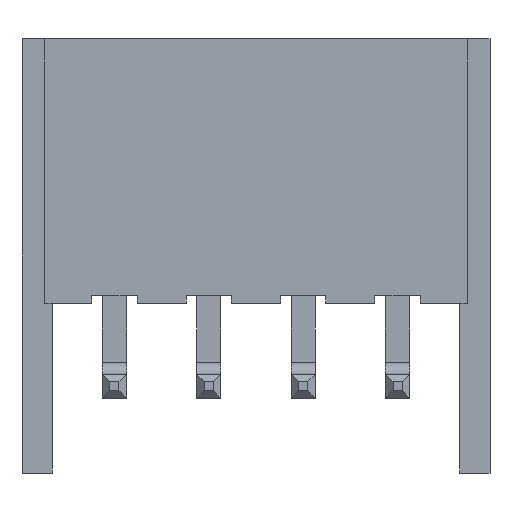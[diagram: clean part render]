
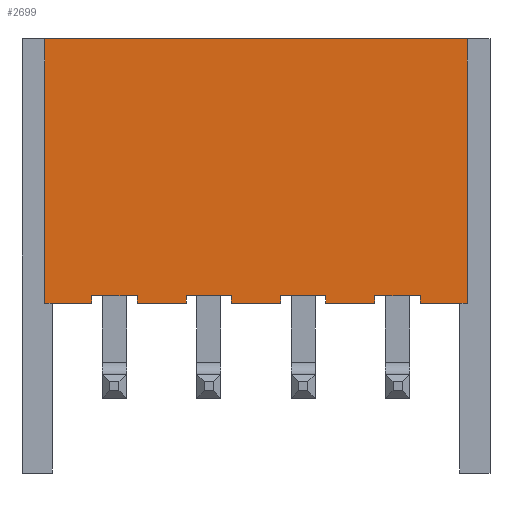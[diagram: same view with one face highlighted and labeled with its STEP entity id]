
A CAD part, front view. The second image highlights one B-rep face of the part: STEP entity #2699.
In plain terms, the highlighted planar face has unit normal (0, -1, 0).
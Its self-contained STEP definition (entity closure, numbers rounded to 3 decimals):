
#135=FACE_OUTER_BOUND('',#289,.T.);
#289=EDGE_LOOP('',(#2056,#2057,#2058,#2059,#2060,#2061,#2062,#2063,#2064,
#2065,#2066,#2067,#2068,#2069,#2070,#2071,#2072,#2073,#2074,#2075,#2076,
#2077));
#437=LINE('',#3816,#795);
#464=LINE('',#3875,#822);
#476=LINE('',#3899,#834);
#497=LINE('',#3948,#855);
#500=LINE('',#3953,#858);
#506=LINE('',#3964,#864);
#507=LINE('',#3967,#865);
#517=LINE('',#3988,#875);
#520=LINE('',#3993,#878);
#526=LINE('',#4004,#884);
#527=LINE('',#4007,#885);
#537=LINE('',#4028,#895);
#540=LINE('',#4033,#898);
#546=LINE('',#4044,#904);
#547=LINE('',#4047,#905);
#557=LINE('',#4067,#915);
#559=LINE('',#4071,#917);
#565=LINE('',#4083,#923);
#567=LINE('',#4087,#925);
#568=LINE('',#4089,#926);
#569=LINE('',#4090,#927);
#570=LINE('',#4091,#928);
#795=VECTOR('',#3065,10.);
#822=VECTOR('',#3118,10.);
#834=VECTOR('',#3138,10.);
#855=VECTOR('',#3185,10.);
#858=VECTOR('',#3190,10.);
#864=VECTOR('',#3198,10.);
#865=VECTOR('',#3201,10.);
#875=VECTOR('',#3221,10.);
#878=VECTOR('',#3226,10.);
#884=VECTOR('',#3234,10.);
#885=VECTOR('',#3237,10.);
#895=VECTOR('',#3257,10.);
#898=VECTOR('',#3262,10.);
#904=VECTOR('',#3270,10.);
#905=VECTOR('',#3273,10.);
#915=VECTOR('',#3293,10.);
#917=VECTOR('',#3297,10.);
#923=VECTOR('',#3305,10.);
#925=VECTOR('',#3309,10.);
#926=VECTOR('',#3310,10.);
#927=VECTOR('',#3311,10.);
#928=VECTOR('',#3312,10.);
#1147=VERTEX_POINT('',#3809);
#1150=VERTEX_POINT('',#3814);
#1168=VERTEX_POINT('',#3872);
#1169=VERTEX_POINT('',#3874);
#1177=VERTEX_POINT('',#3898);
#1191=VERTEX_POINT('',#3946);
#1192=VERTEX_POINT('',#3947);
#1193=VERTEX_POINT('',#3952);
#1198=VERTEX_POINT('',#3966);
#1203=VERTEX_POINT('',#3986);
#1204=VERTEX_POINT('',#3987);
#1205=VERTEX_POINT('',#3992);
#1210=VERTEX_POINT('',#4006);
#1215=VERTEX_POINT('',#4026);
#1216=VERTEX_POINT('',#4027);
#1217=VERTEX_POINT('',#4032);
#1222=VERTEX_POINT('',#4046);
#1227=VERTEX_POINT('',#4066);
#1228=VERTEX_POINT('',#4070);
#1233=VERTEX_POINT('',#4082);
#1234=VERTEX_POINT('',#4086);
#1235=VERTEX_POINT('',#4088);
#1405=EDGE_CURVE('',#1150,#1147,#437,.T.);
#1434=EDGE_CURVE('',#1168,#1169,#464,.T.);
#1446=EDGE_CURVE('',#1169,#1177,#476,.T.);
#1471=EDGE_CURVE('',#1191,#1192,#497,.T.);
#1474=EDGE_CURVE('',#1192,#1193,#500,.T.);
#1480=EDGE_CURVE('',#1193,#1177,#506,.T.);
#1481=EDGE_CURVE('',#1191,#1198,#507,.T.);
#1491=EDGE_CURVE('',#1203,#1204,#517,.T.);
#1494=EDGE_CURVE('',#1204,#1205,#520,.T.);
#1500=EDGE_CURVE('',#1205,#1198,#526,.T.);
#1501=EDGE_CURVE('',#1203,#1210,#527,.T.);
#1511=EDGE_CURVE('',#1215,#1216,#537,.T.);
#1514=EDGE_CURVE('',#1216,#1217,#540,.T.);
#1520=EDGE_CURVE('',#1217,#1210,#546,.T.);
#1521=EDGE_CURVE('',#1215,#1222,#547,.T.);
#1531=EDGE_CURVE('',#1227,#1222,#557,.T.);
#1533=EDGE_CURVE('',#1228,#1227,#559,.T.);
#1539=EDGE_CURVE('',#1233,#1228,#565,.T.);
#1541=EDGE_CURVE('',#1234,#1168,#567,.T.);
#1542=EDGE_CURVE('',#1235,#1234,#568,.T.);
#1543=EDGE_CURVE('',#1235,#1147,#569,.T.);
#1544=EDGE_CURVE('',#1233,#1150,#570,.T.);
#2056=ORIENTED_EDGE('',*,*,#1480,.T.);
#2057=ORIENTED_EDGE('',*,*,#1446,.F.);
#2058=ORIENTED_EDGE('',*,*,#1434,.F.);
#2059=ORIENTED_EDGE('',*,*,#1541,.F.);
#2060=ORIENTED_EDGE('',*,*,#1542,.F.);
#2061=ORIENTED_EDGE('',*,*,#1543,.T.);
#2062=ORIENTED_EDGE('',*,*,#1405,.F.);
#2063=ORIENTED_EDGE('',*,*,#1544,.F.);
#2064=ORIENTED_EDGE('',*,*,#1539,.T.);
#2065=ORIENTED_EDGE('',*,*,#1533,.T.);
#2066=ORIENTED_EDGE('',*,*,#1531,.T.);
#2067=ORIENTED_EDGE('',*,*,#1521,.F.);
#2068=ORIENTED_EDGE('',*,*,#1511,.T.);
#2069=ORIENTED_EDGE('',*,*,#1514,.T.);
#2070=ORIENTED_EDGE('',*,*,#1520,.T.);
#2071=ORIENTED_EDGE('',*,*,#1501,.F.);
#2072=ORIENTED_EDGE('',*,*,#1491,.T.);
#2073=ORIENTED_EDGE('',*,*,#1494,.T.);
#2074=ORIENTED_EDGE('',*,*,#1500,.T.);
#2075=ORIENTED_EDGE('',*,*,#1481,.F.);
#2076=ORIENTED_EDGE('',*,*,#1471,.T.);
#2077=ORIENTED_EDGE('',*,*,#1474,.T.);
#2557=PLANE('',#2867);
#2699=ADVANCED_FACE('',(#135),#2557,.F.);
#2867=AXIS2_PLACEMENT_3D('',#4085,#3307,#3308);
#3065=DIRECTION('',(-1.,0.,0.));
#3118=DIRECTION('',(-1.,0.,0.));
#3138=DIRECTION('',(-1.,0.,0.));
#3185=DIRECTION('',(0.,0.,1.));
#3190=DIRECTION('',(1.,0.,0.));
#3198=DIRECTION('',(0.,0.,-1.));
#3201=DIRECTION('',(-1.,0.,0.));
#3221=DIRECTION('',(0.,0.,1.));
#3226=DIRECTION('',(1.,0.,0.));
#3234=DIRECTION('',(0.,0.,-1.));
#3237=DIRECTION('',(-1.,0.,0.));
#3257=DIRECTION('',(0.,0.,1.));
#3262=DIRECTION('',(1.,0.,0.));
#3270=DIRECTION('',(0.,0.,-1.));
#3273=DIRECTION('',(-1.,0.,0.));
#3293=DIRECTION('',(0.,0.,-1.));
#3297=DIRECTION('',(1.,0.,0.));
#3305=DIRECTION('',(0.,0.,1.));
#3307=DIRECTION('center_axis',(0.,1.,0.));
#3308=DIRECTION('ref_axis',(1.,0.,0.));
#3309=DIRECTION('',(0.,0.,-1.));
#3310=DIRECTION('',(1.,0.,0.));
#3311=DIRECTION('',(0.,0.,-1.));
#3312=DIRECTION('',(-1.,0.,0.));
#3809=CARTESIAN_POINT('',(-5.6,0.2,-7.));
#3814=CARTESIAN_POINT('',(-5.4,0.2,-7.));
#3816=CARTESIAN_POINT('',(-2.8,0.2,-7.));
#3872=CARTESIAN_POINT('',(5.6,0.2,-7.));
#3874=CARTESIAN_POINT('',(5.4,0.2,-7.));
#3875=CARTESIAN_POINT('',(-2.8,0.2,-7.));
#3898=CARTESIAN_POINT('',(4.35,0.2,-7.));
#3899=CARTESIAN_POINT('',(-2.8,0.2,-7.));
#3946=CARTESIAN_POINT('',(3.15,0.2,-7.));
#3947=CARTESIAN_POINT('',(3.15,0.2,-6.8));
#3948=CARTESIAN_POINT('',(3.15,0.2,-3.4));
#3952=CARTESIAN_POINT('',(4.35,0.2,-6.8));
#3953=CARTESIAN_POINT('',(-0.625,0.2,-6.8));
#3964=CARTESIAN_POINT('',(4.35,0.2,-3.5));
#3966=CARTESIAN_POINT('',(1.85,0.2,-7.));
#3967=CARTESIAN_POINT('',(-2.8,0.2,-7.));
#3986=CARTESIAN_POINT('',(0.65,0.2,-7.));
#3987=CARTESIAN_POINT('',(0.65,0.2,-6.8));
#3988=CARTESIAN_POINT('',(0.65,0.2,-3.4));
#3992=CARTESIAN_POINT('',(1.85,0.2,-6.8));
#3993=CARTESIAN_POINT('',(-1.875,0.2,-6.8));
#4004=CARTESIAN_POINT('',(1.85,0.2,-3.5));
#4006=CARTESIAN_POINT('',(-0.65,0.2,-7.));
#4007=CARTESIAN_POINT('',(-2.8,0.2,-7.));
#4026=CARTESIAN_POINT('',(-1.85,0.2,-7.));
#4027=CARTESIAN_POINT('',(-1.85,0.2,-6.8));
#4028=CARTESIAN_POINT('',(-1.85,0.2,-3.4));
#4032=CARTESIAN_POINT('',(-0.65,0.2,-6.8));
#4033=CARTESIAN_POINT('',(-3.125,0.2,-6.8));
#4044=CARTESIAN_POINT('',(-0.65,0.2,-3.5));
#4046=CARTESIAN_POINT('',(-3.15,0.2,-7.));
#4047=CARTESIAN_POINT('',(-2.8,0.2,-7.));
#4066=CARTESIAN_POINT('',(-3.15,0.2,-6.8));
#4067=CARTESIAN_POINT('',(-3.15,0.2,-3.5));
#4070=CARTESIAN_POINT('',(-4.35,0.2,-6.8));
#4071=CARTESIAN_POINT('',(-4.375,0.2,-6.8));
#4082=CARTESIAN_POINT('',(-4.35,0.2,-7.));
#4083=CARTESIAN_POINT('',(-4.35,0.2,-3.4));
#4085=CARTESIAN_POINT('Origin',(-5.6,0.2,0.));
#4086=CARTESIAN_POINT('',(5.6,0.2,0.));
#4087=CARTESIAN_POINT('',(5.6,0.2,0.));
#4088=CARTESIAN_POINT('',(-5.6,0.2,0.));
#4089=CARTESIAN_POINT('',(-2.8,0.2,0.));
#4090=CARTESIAN_POINT('',(-5.6,0.2,0.));
#4091=CARTESIAN_POINT('',(-2.8,0.2,-7.));
